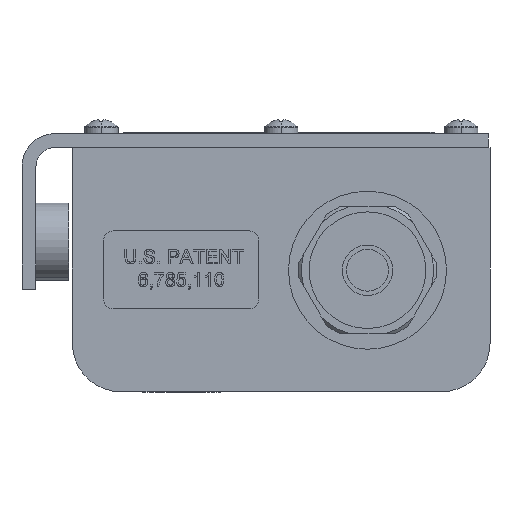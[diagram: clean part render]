
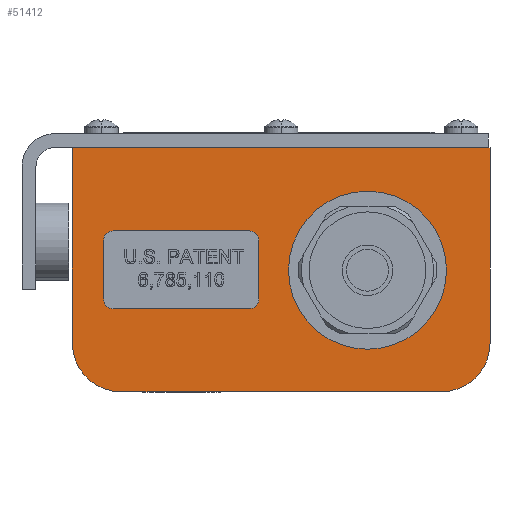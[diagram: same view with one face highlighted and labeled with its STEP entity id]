
A CAD part, left-side view. The second image highlights one B-rep face of the part: STEP entity #51412.
In plain terms, the highlighted face is planar.
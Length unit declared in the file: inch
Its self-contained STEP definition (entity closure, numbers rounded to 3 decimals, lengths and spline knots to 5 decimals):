
#2135 = CARTESIAN_POINT ( 'NONE',  ( 0.834, -1.436, -0.3025 ) ) ;
#2757 = CIRCLE ( 'NONE', #114797, 0.508 ) ;
#3455 = DIRECTION ( 'NONE',  ( 0., 1., 0. ) ) ;
#4179 = CARTESIAN_POINT ( 'NONE',  ( 0.834, 1.25, 0.955 ) ) ;
#5384 = FACE_BOUND ( 'NONE', #21470, .T. ) ;
#6956 = LINE ( 'NONE', #43842, #96464 ) ;
#15952 = ORIENTED_EDGE ( 'NONE', *, *, #47786, .F. ) ;
#21470 = EDGE_LOOP ( 'NONE', ( #15952, #60133 ) ) ;
#23359 = VERTEX_POINT ( 'NONE', #106507 ) ;
#25461 = DIRECTION ( 'NONE',  ( 1., 0., 0. ) ) ;
#25561 = EDGE_CURVE ( 'NONE', #106525, #65552, #6956, .T. ) ;
#26206 = CIRCLE ( 'NONE', #93685, 0.3125 ) ;
#27007 = ORIENTED_EDGE ( 'NONE', *, *, #107642, .T. ) ;
#27784 = DIRECTION ( 'NONE',  ( 1., 0., 0. ) ) ;
#28053 = CARTESIAN_POINT ( 'NONE',  ( 0.834, -1.436, 0.955 ) ) ;
#31253 = LINE ( 'NONE', #86205, #118707 ) ;
#32027 = VERTEX_POINT ( 'NONE', #2135 ) ;
#34065 = DIRECTION ( 'NONE',  ( 0., 0., -1. ) ) ;
#34742 = CARTESIAN_POINT ( 'NONE',  ( 0.834, 0.9375, -0.615 ) ) ;
#35084 = ORIENTED_EDGE ( 'NONE', *, *, #102698, .T. ) ;
#35227 = AXIS2_PLACEMENT_3D ( 'NONE', #45311, #27784, #64057 ) ;
#35245 = CARTESIAN_POINT ( 'NONE',  ( 0.834, -1.436, 0.955 ) ) ;
#37758 = DIRECTION ( 'NONE',  ( 0., 0., -1. ) ) ;
#38983 = CARTESIAN_POINT ( 'NONE',  ( 0.834, 1.25, -0.3025 ) ) ;
#39988 = EDGE_CURVE ( 'NONE', #82467, #99525, #2757, .T. ) ;
#43020 = ORIENTED_EDGE ( 'NONE', *, *, #25561, .F. ) ;
#43842 = CARTESIAN_POINT ( 'NONE',  ( 0.834, 1.25, 0.955 ) ) ;
#45311 = CARTESIAN_POINT ( 'NONE',  ( 0.834, 0.462, 0.167 ) ) ;
#47400 = CARTESIAN_POINT ( 'NONE',  ( 0.834, 0.462, 0.167 ) ) ;
#47786 = EDGE_CURVE ( 'NONE', #99525, #82467, #48721, .T. ) ;
#48050 = DIRECTION ( 'NONE',  ( 1., 0., 0. ) ) ;
#48721 = CIRCLE ( 'NONE', #35227, 0.508 ) ;
#51412 = ADVANCED_FACE ( 'NONE', ( #5384, #97798 ), #107539, .F. ) ;
#52609 = CIRCLE ( 'NONE', #110546, 0.3125 ) ;
#53262 = DIRECTION ( 'NONE',  ( 0., 0., 1. ) ) ;
#53611 = CARTESIAN_POINT ( 'NONE',  ( 0.834, 0.462, 0.675 ) ) ;
#55861 = CARTESIAN_POINT ( 'NONE',  ( 0.834, 1.25, 0.955 ) ) ;
#55989 = EDGE_CURVE ( 'NONE', #32027, #23359, #26206, .T. ) ;
#57328 = VECTOR ( 'NONE', #34065, 39.37008 ) ;
#57940 = EDGE_CURVE ( 'NONE', #65552, #110708, #73482, .T. ) ;
#60133 = ORIENTED_EDGE ( 'NONE', *, *, #39988, .F. ) ;
#64057 = DIRECTION ( 'NONE',  ( 0., 0., -1. ) ) ;
#64481 = CARTESIAN_POINT ( 'NONE',  ( 0.834, 1.25, 0.955 ) ) ;
#65552 = VERTEX_POINT ( 'NONE', #55861 ) ;
#65802 = ORIENTED_EDGE ( 'NONE', *, *, #92186, .T. ) ;
#66128 = AXIS2_PLACEMENT_3D ( 'NONE', #4179, #89336, #116048 ) ;
#73482 = LINE ( 'NONE', #64481, #107666 ) ;
#74035 = CARTESIAN_POINT ( 'NONE',  ( 0.834, 0.9375, -0.3025 ) ) ;
#75222 = DIRECTION ( 'NONE',  ( 0., 0., 1. ) ) ;
#75418 = VERTEX_POINT ( 'NONE', #34742 ) ;
#77534 = CARTESIAN_POINT ( 'NONE',  ( 0.834, 0.462, -0.341 ) ) ;
#82467 = VERTEX_POINT ( 'NONE', #53611 ) ;
#84519 = EDGE_LOOP ( 'NONE', ( #65802, #27007, #106286, #43020, #35084, #107463 ) ) ;
#86205 = CARTESIAN_POINT ( 'NONE',  ( 0.834, 1.25, -0.615 ) ) ;
#88900 = CARTESIAN_POINT ( 'NONE',  ( 0.834, -1.1235, -0.3025 ) ) ;
#89336 = DIRECTION ( 'NONE',  ( -1., 0., 0. ) ) ;
#92186 = EDGE_CURVE ( 'NONE', #23359, #75418, #31253, .T. ) ;
#92715 = DIRECTION ( 'NONE',  ( 1., 0., 0. ) ) ;
#93685 = AXIS2_PLACEMENT_3D ( 'NONE', #88900, #25461, #53262 ) ;
#96464 = VECTOR ( 'NONE', #115821, 39.37008 ) ;
#97798 = FACE_OUTER_BOUND ( 'NONE', #84519, .T. ) ;
#99525 = VERTEX_POINT ( 'NONE', #77534 ) ;
#101329 = DIRECTION ( 'NONE',  ( 0., 0., -1. ) ) ;
#102698 = EDGE_CURVE ( 'NONE', #106525, #32027, #118098, .T. ) ;
#106286 = ORIENTED_EDGE ( 'NONE', *, *, #57940, .F. ) ;
#106507 = CARTESIAN_POINT ( 'NONE',  ( 0.834, -1.1235, -0.615 ) ) ;
#106525 = VERTEX_POINT ( 'NONE', #28053 ) ;
#107463 = ORIENTED_EDGE ( 'NONE', *, *, #55989, .T. ) ;
#107539 = PLANE ( 'NONE',  #66128 ) ;
#107642 = EDGE_CURVE ( 'NONE', #75418, #110708, #52609, .T. ) ;
#107666 = VECTOR ( 'NONE', #101329, 39.37008 ) ;
#110546 = AXIS2_PLACEMENT_3D ( 'NONE', #74035, #48050, #75222 ) ;
#110708 = VERTEX_POINT ( 'NONE', #38983 ) ;
#114797 = AXIS2_PLACEMENT_3D ( 'NONE', #47400, #92715, #37758 ) ;
#115821 = DIRECTION ( 'NONE',  ( 0., 1., 0. ) ) ;
#116048 = DIRECTION ( 'NONE',  ( 0., 0., 1. ) ) ;
#118098 = LINE ( 'NONE', #35245, #57328 ) ;
#118707 = VECTOR ( 'NONE', #3455, 39.37008 ) ;
